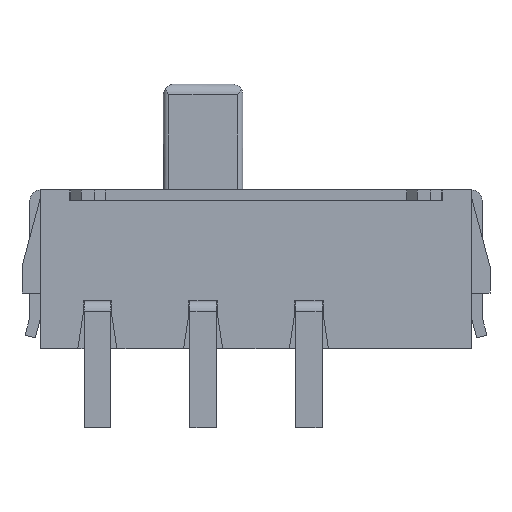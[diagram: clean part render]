
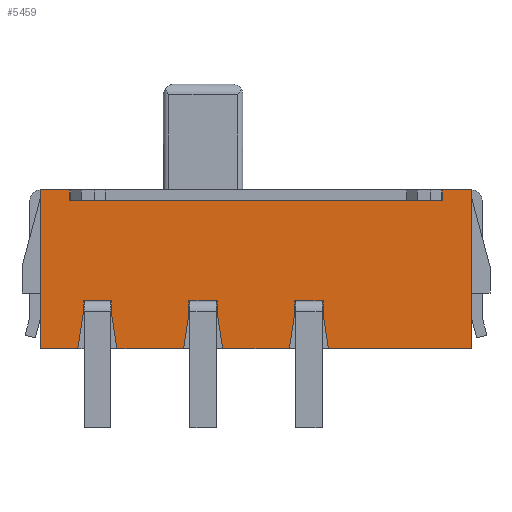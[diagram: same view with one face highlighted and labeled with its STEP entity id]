
A CAD part, front view. The second image highlights one B-rep face of the part: STEP entity #5459.
In plain terms, the highlighted planar face has unit normal (0, -1, 0).
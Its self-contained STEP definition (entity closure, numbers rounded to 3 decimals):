
#323=ORIENTED_EDGE('',*,*,#1550,.T.);
#324=ORIENTED_EDGE('',*,*,#1551,.T.);
#325=ORIENTED_EDGE('',*,*,#1552,.T.);
#326=ORIENTED_EDGE('',*,*,#1553,.T.);
#327=ORIENTED_EDGE('',*,*,#1554,.T.);
#328=ORIENTED_EDGE('',*,*,#1539,.F.);
#329=ORIENTED_EDGE('',*,*,#1555,.T.);
#330=ORIENTED_EDGE('',*,*,#1556,.T.);
#331=ORIENTED_EDGE('',*,*,#1557,.T.);
#332=ORIENTED_EDGE('',*,*,#1558,.T.);
#333=ORIENTED_EDGE('',*,*,#1559,.T.);
#334=ORIENTED_EDGE('',*,*,#1534,.F.);
#335=ORIENTED_EDGE('',*,*,#1560,.T.);
#336=ORIENTED_EDGE('',*,*,#1561,.T.);
#337=ORIENTED_EDGE('',*,*,#1562,.T.);
#338=ORIENTED_EDGE('',*,*,#1563,.T.);
#339=ORIENTED_EDGE('',*,*,#1564,.T.);
#340=ORIENTED_EDGE('',*,*,#1546,.F.);
#341=ORIENTED_EDGE('',*,*,#1443,.F.);
#342=ORIENTED_EDGE('',*,*,#1565,.F.);
#343=ORIENTED_EDGE('',*,*,#1566,.F.);
#344=ORIENTED_EDGE('',*,*,#1503,.F.);
#345=ORIENTED_EDGE('',*,*,#1567,.F.);
#346=ORIENTED_EDGE('',*,*,#1519,.F.);
#347=ORIENTED_EDGE('',*,*,#1568,.F.);
#348=ORIENTED_EDGE('',*,*,#1496,.F.);
#349=ORIENTED_EDGE('',*,*,#1569,.F.);
#350=ORIENTED_EDGE('',*,*,#1570,.F.);
#351=ORIENTED_EDGE('',*,*,#1484,.F.);
#352=ORIENTED_EDGE('',*,*,#1544,.F.);
#1443=EDGE_CURVE('',#2062,#2063,#2466,.T.);
#1484=EDGE_CURVE('',#2101,#2102,#2501,.T.);
#1496=EDGE_CURVE('',#2112,#2113,#2513,.T.);
#1503=EDGE_CURVE('',#2118,#2119,#2520,.T.);
#1519=EDGE_CURVE('',#2132,#2133,#2534,.T.);
#1534=EDGE_CURVE('',#2146,#2147,#2545,.T.);
#1539=EDGE_CURVE('',#2150,#2151,#2550,.T.);
#1544=EDGE_CURVE('',#2154,#2101,#2555,.T.);
#1546=EDGE_CURVE('',#2063,#2155,#2557,.T.);
#1550=EDGE_CURVE('',#2154,#2158,#2561,.T.);
#1551=EDGE_CURVE('',#2158,#2159,#2562,.T.);
#1552=EDGE_CURVE('',#2159,#2160,#2563,.T.);
#1553=EDGE_CURVE('',#2160,#2161,#2564,.T.);
#1554=EDGE_CURVE('',#2161,#2151,#2565,.T.);
#1555=EDGE_CURVE('',#2150,#2162,#2566,.T.);
#1556=EDGE_CURVE('',#2162,#2163,#2567,.T.);
#1557=EDGE_CURVE('',#2163,#2164,#2568,.T.);
#1558=EDGE_CURVE('',#2164,#2165,#2569,.T.);
#1559=EDGE_CURVE('',#2165,#2147,#2570,.T.);
#1560=EDGE_CURVE('',#2146,#2166,#2571,.T.);
#1561=EDGE_CURVE('',#2166,#2167,#2572,.T.);
#1562=EDGE_CURVE('',#2167,#2168,#2573,.T.);
#1563=EDGE_CURVE('',#2168,#2169,#2574,.T.);
#1564=EDGE_CURVE('',#2169,#2155,#2575,.T.);
#1565=EDGE_CURVE('',#2170,#2062,#2576,.T.);
#1566=EDGE_CURVE('',#2119,#2170,#2577,.T.);
#1567=EDGE_CURVE('',#2133,#2118,#2578,.T.);
#1568=EDGE_CURVE('',#2113,#2132,#2579,.T.);
#1569=EDGE_CURVE('',#2171,#2112,#2580,.T.);
#1570=EDGE_CURVE('',#2102,#2171,#2581,.T.);
#2062=VERTEX_POINT('',#7188);
#2063=VERTEX_POINT('',#7190);
#2101=VERTEX_POINT('',#7274);
#2102=VERTEX_POINT('',#7276);
#2112=VERTEX_POINT('',#7299);
#2113=VERTEX_POINT('',#7301);
#2118=VERTEX_POINT('',#7314);
#2119=VERTEX_POINT('',#7316);
#2132=VERTEX_POINT('',#7348);
#2133=VERTEX_POINT('',#7350);
#2146=VERTEX_POINT('',#7379);
#2147=VERTEX_POINT('',#7381);
#2150=VERTEX_POINT('',#7388);
#2151=VERTEX_POINT('',#7390);
#2154=VERTEX_POINT('',#7397);
#2155=VERTEX_POINT('',#7401);
#2158=VERTEX_POINT('',#7409);
#2159=VERTEX_POINT('',#7411);
#2160=VERTEX_POINT('',#7413);
#2161=VERTEX_POINT('',#7415);
#2162=VERTEX_POINT('',#7418);
#2163=VERTEX_POINT('',#7420);
#2164=VERTEX_POINT('',#7422);
#2165=VERTEX_POINT('',#7424);
#2166=VERTEX_POINT('',#7427);
#2167=VERTEX_POINT('',#7429);
#2168=VERTEX_POINT('',#7431);
#2169=VERTEX_POINT('',#7433);
#2170=VERTEX_POINT('',#7436);
#2171=VERTEX_POINT('',#7441);
#2466=LINE('',#7189,#2979);
#2501=LINE('',#7275,#3014);
#2513=LINE('',#7300,#3026);
#2520=LINE('',#7315,#3033);
#2534=LINE('',#7349,#3047);
#2545=LINE('',#7380,#3058);
#2550=LINE('',#7389,#3063);
#2555=LINE('',#7398,#3068);
#2557=LINE('',#7400,#3070);
#2561=LINE('',#7408,#3074);
#2562=LINE('',#7410,#3075);
#2563=LINE('',#7412,#3076);
#2564=LINE('',#7414,#3077);
#2565=LINE('',#7416,#3078);
#2566=LINE('',#7417,#3079);
#2567=LINE('',#7419,#3080);
#2568=LINE('',#7421,#3081);
#2569=LINE('',#7423,#3082);
#2570=LINE('',#7425,#3083);
#2571=LINE('',#7426,#3084);
#2572=LINE('',#7428,#3085);
#2573=LINE('',#7430,#3086);
#2574=LINE('',#7432,#3087);
#2575=LINE('',#7434,#3088);
#2576=LINE('',#7435,#3089);
#2577=LINE('',#7437,#3090);
#2578=LINE('',#7438,#3091);
#2579=LINE('',#7439,#3092);
#2580=LINE('',#7440,#3093);
#2581=LINE('',#7442,#3094);
#2979=VECTOR('',#6019,1000.);
#3014=VECTOR('',#6078,1000.);
#3026=VECTOR('',#6094,1000.);
#3033=VECTOR('',#6105,1000.);
#3047=VECTOR('',#6131,1000.);
#3058=VECTOR('',#6154,1000.);
#3063=VECTOR('',#6159,1000.);
#3068=VECTOR('',#6164,1000.);
#3070=VECTOR('',#6166,1000.);
#3074=VECTOR('',#6172,1000.);
#3075=VECTOR('',#6173,1000.);
#3076=VECTOR('',#6174,1000.);
#3077=VECTOR('',#6175,1000.);
#3078=VECTOR('',#6176,1000.);
#3079=VECTOR('',#6177,1000.);
#3080=VECTOR('',#6178,1000.);
#3081=VECTOR('',#6179,1000.);
#3082=VECTOR('',#6180,1000.);
#3083=VECTOR('',#6181,1000.);
#3084=VECTOR('',#6182,1000.);
#3085=VECTOR('',#6183,1000.);
#3086=VECTOR('',#6184,1000.);
#3087=VECTOR('',#6185,1000.);
#3088=VECTOR('',#6186,1000.);
#3089=VECTOR('',#6187,1000.);
#3090=VECTOR('',#6188,1000.);
#3091=VECTOR('',#6189,1000.);
#3092=VECTOR('',#6190,1000.);
#3093=VECTOR('',#6191,1000.);
#3094=VECTOR('',#6192,1000.);
#3493=EDGE_LOOP('',(#323,#324,#325,#326,#327,#328,#329,#330,#331,#332,#333,
#334,#335,#336,#337,#338,#339,#340,#341,#342,#343,#344,#345,#346,#347,#348,
#349,#350,#351,#352));
#3722=FACE_BOUND('',#3493,.T.);
#3947=PLANE('',#5700);
#5459=ADVANCED_FACE('',(#3722),#3947,.F.);
#5700=AXIS2_PLACEMENT_3D('',#7407,#6170,#6171);
#6019=DIRECTION('',(0.,0.,-1.));
#6078=DIRECTION('',(0.,0.,1.));
#6094=DIRECTION('',(1.,0.,0.));
#6105=DIRECTION('',(1.,0.,0.));
#6131=DIRECTION('',(1.,0.,0.));
#6154=DIRECTION('',(-1.,0.,0.));
#6159=DIRECTION('',(-1.,0.,0.));
#6164=DIRECTION('',(-1.,0.,0.));
#6166=DIRECTION('',(-1.,0.,0.));
#6170=DIRECTION('',(0.,1.,0.));
#6171=DIRECTION('',(0.,0.,1.));
#6172=DIRECTION('',(0.152,0.,0.988));
#6173=DIRECTION('',(0.,0.,1.));
#6174=DIRECTION('',(1.,0.,0.));
#6175=DIRECTION('',(0.,0.,-1.));
#6176=DIRECTION('',(0.152,0.,-0.988));
#6177=DIRECTION('',(0.152,0.,0.988));
#6178=DIRECTION('',(0.,0.,1.));
#6179=DIRECTION('',(1.,0.,0.));
#6180=DIRECTION('',(0.,0.,-1.));
#6181=DIRECTION('',(0.152,0.,-0.988));
#6182=DIRECTION('',(0.152,0.,0.988));
#6183=DIRECTION('',(0.,0.,1.));
#6184=DIRECTION('',(1.,0.,0.));
#6185=DIRECTION('',(0.,0.,-1.));
#6186=DIRECTION('',(0.152,0.,-0.988));
#6187=DIRECTION('',(1.,0.,0.));
#6188=DIRECTION('',(0.,0.,1.));
#6189=DIRECTION('',(1.,0.,0.));
#6190=DIRECTION('',(1.,0.,0.));
#6191=DIRECTION('',(0.,0.,-1.));
#6192=DIRECTION('',(1.,0.,0.));
#7188=CARTESIAN_POINT('',(4.075,-1.,0.));
#7189=CARTESIAN_POINT('',(4.075,-1.,0.));
#7190=CARTESIAN_POINT('',(4.075,-1.,-3.));
#7274=CARTESIAN_POINT('',(-4.075,-1.,-3.));
#7275=CARTESIAN_POINT('',(-4.075,-1.,-3.));
#7276=CARTESIAN_POINT('',(-4.075,-1.,0.));
#7299=CARTESIAN_POINT('',(-3.525,-1.,-0.2));
#7300=CARTESIAN_POINT('',(-3.525,-1.,-0.2));
#7301=CARTESIAN_POINT('',(-3.5,-1.,-0.2));
#7314=CARTESIAN_POINT('',(3.5,-1.,-0.2));
#7315=CARTESIAN_POINT('',(-3.525,-1.,-0.2));
#7316=CARTESIAN_POINT('',(3.525,-1.,-0.2));
#7348=CARTESIAN_POINT('',(-2.85,-1.,-0.2));
#7349=CARTESIAN_POINT('',(-3.525,-1.,-0.2));
#7350=CARTESIAN_POINT('',(2.85,-1.,-0.2));
#7379=CARTESIAN_POINT('',(0.63,-1.,-3.));
#7380=CARTESIAN_POINT('',(4.075,-1.,-3.));
#7381=CARTESIAN_POINT('',(-0.63,-1.,-3.));
#7388=CARTESIAN_POINT('',(-1.37,-1.,-3.));
#7389=CARTESIAN_POINT('',(4.075,-1.,-3.));
#7390=CARTESIAN_POINT('',(-2.63,-1.,-3.));
#7397=CARTESIAN_POINT('',(-3.37,-1.,-3.));
#7398=CARTESIAN_POINT('',(4.075,-1.,-3.));
#7400=CARTESIAN_POINT('',(4.075,-1.,-3.));
#7401=CARTESIAN_POINT('',(1.37,-1.,-3.));
#7407=CARTESIAN_POINT('',(0.,-1.,0.));
#7408=CARTESIAN_POINT('',(-3.37,-1.,-3.));
#7409=CARTESIAN_POINT('',(-3.27,-1.,-2.351));
#7410=CARTESIAN_POINT('',(-3.27,-1.,-2.351));
#7411=CARTESIAN_POINT('',(-3.27,-1.,-2.1));
#7412=CARTESIAN_POINT('',(-3.27,-1.,-2.1));
#7413=CARTESIAN_POINT('',(-2.73,-1.,-2.1));
#7414=CARTESIAN_POINT('',(-2.73,-1.,-2.1));
#7415=CARTESIAN_POINT('',(-2.73,-1.,-2.351));
#7416=CARTESIAN_POINT('',(-2.73,-1.,-2.351));
#7417=CARTESIAN_POINT('',(-1.37,-1.,-3.));
#7418=CARTESIAN_POINT('',(-1.27,-1.,-2.351));
#7419=CARTESIAN_POINT('',(-1.27,-1.,-2.351));
#7420=CARTESIAN_POINT('',(-1.27,-1.,-2.1));
#7421=CARTESIAN_POINT('',(-1.27,-1.,-2.1));
#7422=CARTESIAN_POINT('',(-0.73,-1.,-2.1));
#7423=CARTESIAN_POINT('',(-0.73,-1.,-2.1));
#7424=CARTESIAN_POINT('',(-0.73,-1.,-2.351));
#7425=CARTESIAN_POINT('',(-0.73,-1.,-2.351));
#7426=CARTESIAN_POINT('',(0.63,-1.,-3.));
#7427=CARTESIAN_POINT('',(0.73,-1.,-2.351));
#7428=CARTESIAN_POINT('',(0.73,-1.,-2.351));
#7429=CARTESIAN_POINT('',(0.73,-1.,-2.1));
#7430=CARTESIAN_POINT('',(0.73,-1.,-2.1));
#7431=CARTESIAN_POINT('',(1.27,-1.,-2.1));
#7432=CARTESIAN_POINT('',(1.27,-1.,-2.1));
#7433=CARTESIAN_POINT('',(1.27,-1.,-2.351));
#7434=CARTESIAN_POINT('',(1.27,-1.,-2.351));
#7435=CARTESIAN_POINT('',(3.525,-1.,0.));
#7436=CARTESIAN_POINT('',(3.525,-1.,0.));
#7437=CARTESIAN_POINT('',(3.525,-1.,-0.2));
#7438=CARTESIAN_POINT('',(0.,-1.,-0.2));
#7439=CARTESIAN_POINT('',(0.,-1.,-0.2));
#7440=CARTESIAN_POINT('',(-3.525,-1.,0.));
#7441=CARTESIAN_POINT('',(-3.525,-1.,0.));
#7442=CARTESIAN_POINT('',(-4.075,-1.,0.));
